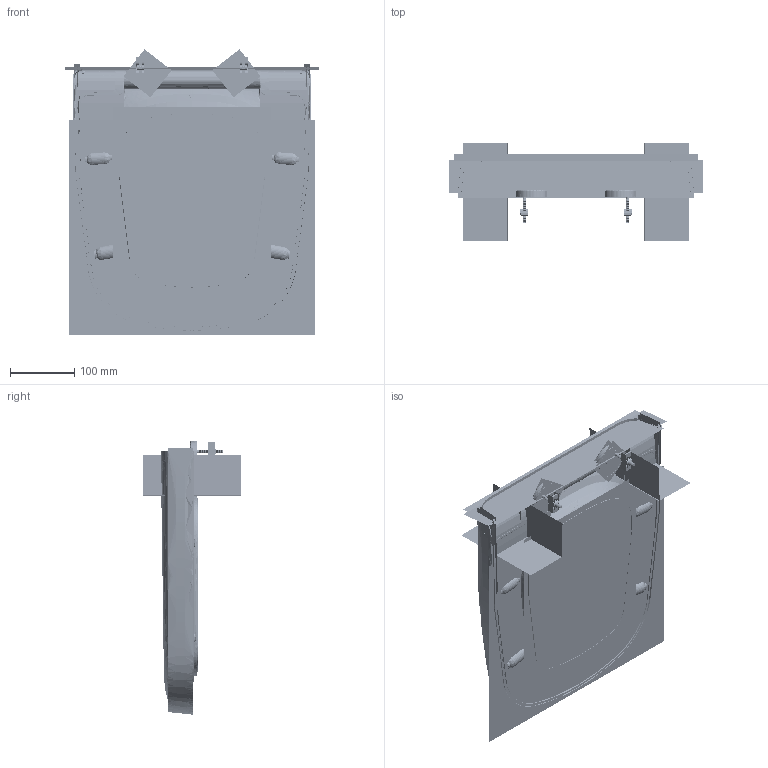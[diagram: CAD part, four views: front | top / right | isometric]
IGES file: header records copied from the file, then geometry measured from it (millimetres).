
Start section:  PTC IGES file: f233_asm_asm_asm.igs
Global section: file name: f233_asm_asm_asm.igs; native system: Creo Elements/Pro by Parametric Technology Corporation; preprocessor: 2010370; author: Administrator; organization: Unknown; date: 20191205.113532; units: millimetre
Bounding box: 395.76 x 152.69 x 443.52 mm (x, y, z)
Volume: 8215316.1 mm3; surface area: 33776702.3 mm2
Topology: 62 solids, 96 shells, 8364 faces, 55254 edges, 78927 vertices
Faces by surface type: bspline 4352, revolution 3978, extrusion 34
